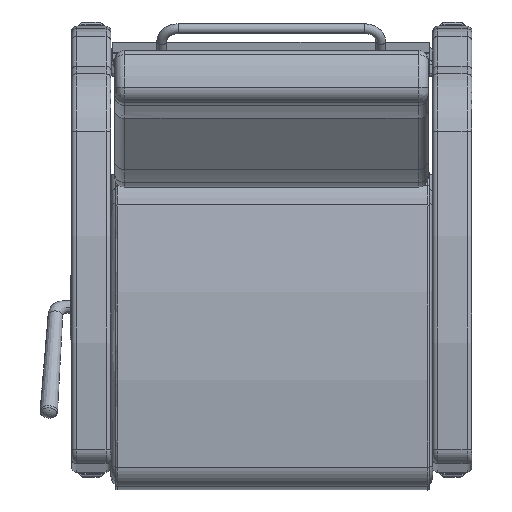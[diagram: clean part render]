
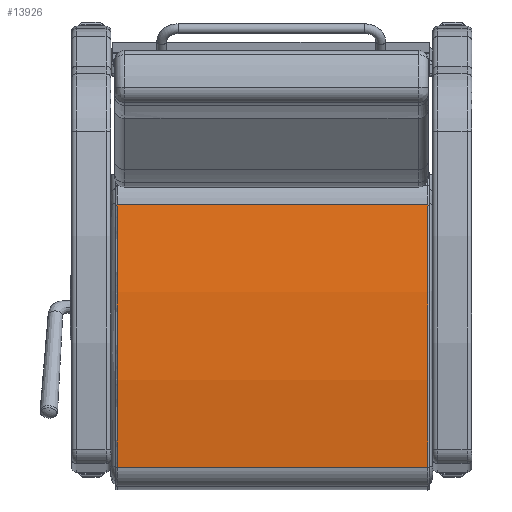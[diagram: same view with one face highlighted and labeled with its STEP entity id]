
A CAD part, front view. The second image highlights one B-rep face of the part: STEP entity #13926.
In plain terms, the highlighted free-form (B-spline) face has degree [3, 1] with [18, 2] control points.
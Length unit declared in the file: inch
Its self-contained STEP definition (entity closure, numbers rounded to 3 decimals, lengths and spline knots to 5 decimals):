
#788=B_SPLINE_SURFACE_WITH_KNOTS('',3,1,((#26939,#26940),(#26941,#26942),
(#26943,#26944),(#26945,#26946),(#26947,#26948),(#26949,#26950),(#26951,
#26952),(#26953,#26954),(#26955,#26956),(#26957,#26958),(#26959,#26960),
(#26961,#26962),(#26963,#26964),(#26965,#26966),(#26967,#26968),(#26969,
#26970),(#26971,#26972),(#26973,#26974)),.UNSPECIFIED.,.F.,.F.,.F.,(4,1,
1,1,1,1,1,1,1,1,1,1,1,1,1,4),(2,2),(-1.69612,-1.66826,
-1.6404,-1.62647,-1.59861,-1.58468,
-1.55682,-1.54289,-1.51503,-1.5011,-1.47324,
-1.45931,-1.43145,-1.41752,-1.38966,
-1.3618),(0.,91.44),.UNSPECIFIED.);
#1167=ELLIPSE('',#15973,60.30357,60.25);
#1169=ELLIPSE('',#15995,60.30357,60.25);
#2066=LINE('',#26937,#2886);
#2067=LINE('',#26976,#2887);
#2886=VECTOR('',#20226,0.3937);
#2887=VECTOR('',#20229,0.3937);
#3886=FACE_OUTER_BOUND('',#4883,.T.);
#4883=EDGE_LOOP('',(#12485,#12486,#12487,#12488));
#6925=VERTEX_POINT('',#26568);
#6926=VERTEX_POINT('',#26569);
#6945=VERTEX_POINT('',#26936);
#6946=VERTEX_POINT('',#26975);
#8781=EDGE_CURVE('',#6925,#6926,#1167,.T.);
#8810=EDGE_CURVE('',#6945,#6926,#2066,.T.);
#8812=EDGE_CURVE('',#6946,#6925,#2067,.T.);
#8813=EDGE_CURVE('',#6945,#6946,#1169,.T.);
#12485=ORIENTED_EDGE('',*,*,#8781,.F.);
#12486=ORIENTED_EDGE('',*,*,#8812,.F.);
#12487=ORIENTED_EDGE('',*,*,#8813,.F.);
#12488=ORIENTED_EDGE('',*,*,#8810,.T.);
#13926=ADVANCED_FACE('',(#3886),#788,.T.);
#15973=AXIS2_PLACEMENT_3D('',#26570,#20175,#20176);
#15995=AXIS2_PLACEMENT_3D('',#26977,#20230,#20231);
#20175=DIRECTION('center_axis',(0.,0.,
-1.));
#20176=DIRECTION('ref_axis',(1.,0.,0.));
#20226=DIRECTION('',(0.,0.,-1.));
#20229=DIRECTION('',(0.,0.,-1.));
#20230=DIRECTION('center_axis',(0.,0.,1.));
#20231=DIRECTION('ref_axis',(1.,0.,0.));
#26568=CARTESIAN_POINT('',(3.60935,-1.68389,0.124));
#26569=CARTESIAN_POINT('',(23.65848,-2.52291,0.124));
#26570=CARTESIAN_POINT('Origin',(11.14546,-61.46156,0.124));
#26936=CARTESIAN_POINT('',(23.65848,-2.52291,23.876));
#26937=CARTESIAN_POINT('',(23.65848,-2.52291,24.));
#26939=CARTESIAN_POINT('Ctrl Pts',(3.60935,-1.68389,24.));
#26940=CARTESIAN_POINT('Ctrl Pts',(3.60935,-1.68389,-12.));
#26941=CARTESIAN_POINT('Ctrl Pts',(4.16497,-1.61396,24.));
#26942=CARTESIAN_POINT('Ctrl Pts',(4.16497,-1.61396,-12.));
#26943=CARTESIAN_POINT('Ctrl Pts',(5.27817,-1.48959,24.));
#26944=CARTESIAN_POINT('Ctrl Pts',(5.27817,-1.48959,-12.));
#26945=CARTESIAN_POINT('Ctrl Pts',(6.67346,-1.3729,24.));
#26946=CARTESIAN_POINT('Ctrl Pts',(6.67346,-1.3729,-12.));
#26947=CARTESIAN_POINT('Ctrl Pts',(8.07078,-1.28537,24.));
#26948=CARTESIAN_POINT('Ctrl Pts',(8.07078,-1.28537,-12.));
#26949=CARTESIAN_POINT('Ctrl Pts',(9.18994,-1.2387,24.));
#26950=CARTESIAN_POINT('Ctrl Pts',(9.18994,-1.2387,-12.));
#26951=CARTESIAN_POINT('Ctrl Pts',(10.5897,-1.20957,24.));
#26952=CARTESIAN_POINT('Ctrl Pts',(10.5897,-1.20957,-12.));
#26953=CARTESIAN_POINT('Ctrl Pts',(11.70984,-1.20965,24.));
#26954=CARTESIAN_POINT('Ctrl Pts',(11.70984,-1.20965,-12.));
#26955=CARTESIAN_POINT('Ctrl Pts',(13.1096,-1.23898,24.));
#26956=CARTESIAN_POINT('Ctrl Pts',(13.1096,-1.23898,-12.));
#26957=CARTESIAN_POINT('Ctrl Pts',(14.22875,-1.28581,24.));
#26958=CARTESIAN_POINT('Ctrl Pts',(14.22875,-1.28581,-12.));
#26959=CARTESIAN_POINT('Ctrl Pts',(15.62606,-1.37354,24.));
#26960=CARTESIAN_POINT('Ctrl Pts',(15.62606,-1.37354,-12.));
#26961=CARTESIAN_POINT('Ctrl Pts',(16.74228,-1.46705,24.));
#26962=CARTESIAN_POINT('Ctrl Pts',(16.74228,-1.46705,-12.));
#26963=CARTESIAN_POINT('Ctrl Pts',(18.1347,-1.61302,24.));
#26964=CARTESIAN_POINT('Ctrl Pts',(18.1347,-1.61302,-12.));
#26965=CARTESIAN_POINT('Ctrl Pts',(19.24603,-1.75304,24.));
#26966=CARTESIAN_POINT('Ctrl Pts',(19.24603,-1.75304,-12.));
#26967=CARTESIAN_POINT('Ctrl Pts',(20.63114,-1.95701,24.));
#26968=CARTESIAN_POINT('Ctrl Pts',(20.63114,-1.95701,-12.));
#26969=CARTESIAN_POINT('Ctrl Pts',(22.01177,-2.18986,24.));
#26970=CARTESIAN_POINT('Ctrl Pts',(22.01177,-2.18986,-12.));
#26971=CARTESIAN_POINT('Ctrl Pts',(23.11066,-2.40681,24.));
#26972=CARTESIAN_POINT('Ctrl Pts',(23.11066,-2.40681,-12.));
#26973=CARTESIAN_POINT('Ctrl Pts',(23.65848,-2.52291,24.));
#26974=CARTESIAN_POINT('Ctrl Pts',(23.65848,-2.52291,-12.));
#26975=CARTESIAN_POINT('',(3.60935,-1.68389,23.876));
#26976=CARTESIAN_POINT('',(3.60935,-1.68389,24.));
#26977=CARTESIAN_POINT('Origin',(11.14546,-61.46156,23.876));
